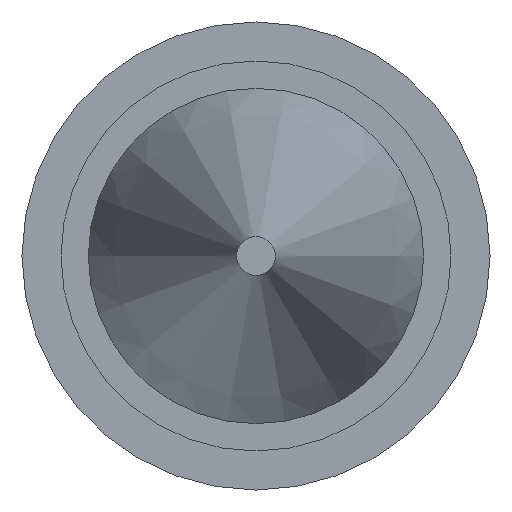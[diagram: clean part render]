
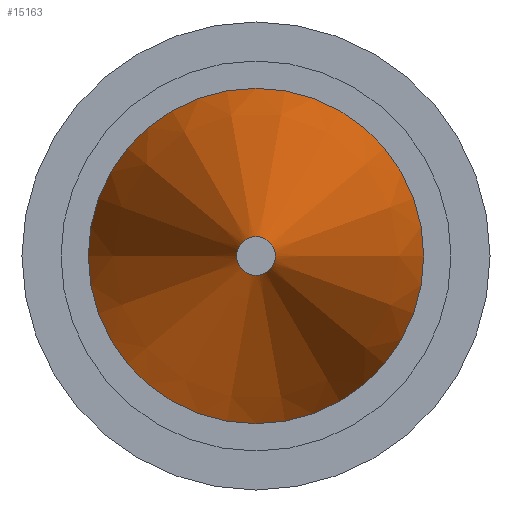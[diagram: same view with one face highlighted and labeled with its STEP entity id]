
A CAD part, front view. The second image highlights one B-rep face of the part: STEP entity #15163.
In plain terms, the highlighted conical face has half-angle 15.186 degrees and reference radius 0.25 mm.
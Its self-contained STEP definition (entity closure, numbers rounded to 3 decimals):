
#1027 = VERTEX_POINT ( 'NONE', #12116 ) ;
#1896 = AXIS2_PLACEMENT_3D ( 'NONE', #9699, #13367, #4829 ) ;
#2285 = EDGE_CURVE ( 'NONE', #1027, #1027, #14086, .T. ) ;
#2543 = CARTESIAN_POINT ( 'NONE',  ( 0., -39., 0. ) ) ;
#2932 = CARTESIAN_POINT ( 'NONE',  ( -0.25, -39., 0. ) ) ;
#3279 = ORIENTED_EDGE ( 'NONE', *, *, #2285, .F. ) ;
#3946 = ORIENTED_EDGE ( 'NONE', *, *, #12689, .T. ) ;
#4829 = DIRECTION ( 'NONE',  ( -1., 0., 0. ) ) ;
#5603 = FACE_OUTER_BOUND ( 'NONE', #13520, .T. ) ;
#5957 = VERTEX_POINT ( 'NONE', #2932 ) ;
#6000 = EDGE_LOOP ( 'NONE', ( #3946 ) ) ;
#6231 = DIRECTION ( 'NONE',  ( -1., 0., 0. ) ) ;
#7532 = AXIS2_PLACEMENT_3D ( 'NONE', #2543, #12239, #6231 ) ;
#8771 = FACE_BOUND ( 'NONE', #6000, .T. ) ;
#9699 = CARTESIAN_POINT ( 'NONE',  ( 0., -32., 0. ) ) ;
#12116 = CARTESIAN_POINT ( 'NONE',  ( -2.15, -32., 0. ) ) ;
#12228 = CIRCLE ( 'NONE', #13593, 0.25 ) ;
#12239 = DIRECTION ( 'NONE',  ( 0., 1., 0. ) ) ;
#12689 = EDGE_CURVE ( 'NONE', #5957, #5957, #12228, .T. ) ;
#12918 = DIRECTION ( 'NONE',  ( 0., 1., 0. ) ) ;
#13367 = DIRECTION ( 'NONE',  ( 0., 1., 0. ) ) ;
#13520 = EDGE_LOOP ( 'NONE', ( #3279 ) ) ;
#13525 = CONICAL_SURFACE ( 'NONE', #7532, 0.25, 0.265 ) ;
#13593 = AXIS2_PLACEMENT_3D ( 'NONE', #14097, #12918, #14155 ) ;
#14086 = CIRCLE ( 'NONE', #1896, 2.15 ) ;
#14097 = CARTESIAN_POINT ( 'NONE',  ( 0., -39., 0. ) ) ;
#14155 = DIRECTION ( 'NONE',  ( -1., 0., 0. ) ) ;
#15163 = ADVANCED_FACE ( 'NONE', ( #5603, #8771 ), #13525, .T. ) ;
